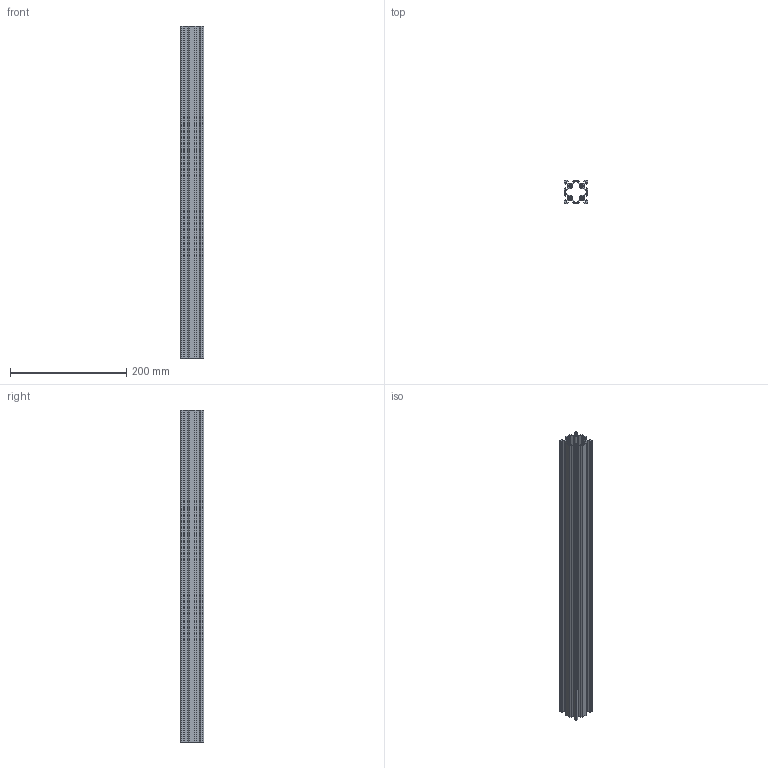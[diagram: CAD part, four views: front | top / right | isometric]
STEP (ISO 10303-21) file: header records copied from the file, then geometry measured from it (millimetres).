
FILE_DESCRIPTION(('FreeCAD Model'),'2;1');
FILE_NAME('VSlot 40x40x570.step','2015-09-29T16:59:46',('Author'),(''), 'Open CASCADE STEP processor 6.8','FreeCAD','Unknown');
FILE_SCHEMA(('AUTOMOTIVE_DESIGN_CC2 { 1 2 10303 214 -1 1 5 4 }'));
Length unit declared in the file: millimetre
Products named in the file (2): ASSEMBLY; VSlot_40x40x570
Assembly tree (1 placements, depth 2):
  ASSEMBLY
    VSlot_40x40x570
Bounding box: 40 x 40 x 570 mm (x, y, z)
Surface area: 247373.8 mm2 (no closed solid volume)
Topology: 0 solids, 1 shells, 126 faces, 394 edges, 272 vertices
Faces by surface type: plane 114, cylinder 12
Full cylindrical faces by diameter (mm): 4.6 x4
Entity records: 10909 total; most frequent: CARTESIAN_POINT 3164, DIRECTION 1396, LINE 1020, VECTOR 1020, ORIENTED_EDGE 784, PCURVE 784, DEFINITIONAL_REPRESENTATION 784, EDGE_CURVE 394
